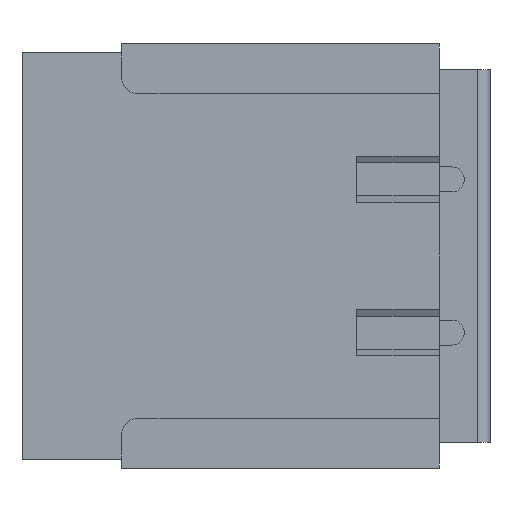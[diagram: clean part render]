
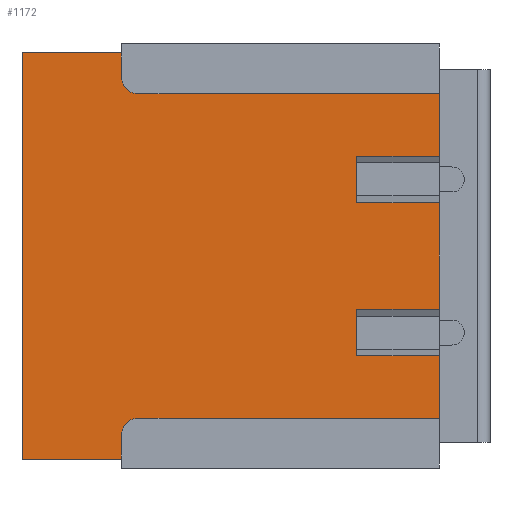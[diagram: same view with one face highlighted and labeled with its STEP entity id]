
A CAD part, left-side view. The second image highlights one B-rep face of the part: STEP entity #1172.
In plain terms, the highlighted planar face has unit normal (-1, 0, 0).
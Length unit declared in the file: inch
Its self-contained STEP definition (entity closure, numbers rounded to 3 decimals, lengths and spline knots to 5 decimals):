
#69=FACE_OUTER_BOUND($,#129,.T.);
#129=EDGE_LOOP($,(#1004,#1005,#1006,#1007,#1008,#1009,#1010,#1011,#1012,
#1013,#1014,#1015,#1016,#1017,#1018,#1019,#1020,#1021));
#156=CIRCLE($,#1249,0.02);
#157=CIRCLE($,#1250,0.02);
#199=LINE($,#1673,#349);
#203=LINE($,#1681,#353);
#223=LINE($,#1720,#373);
#246=LINE($,#1771,#396);
#250=LINE($,#1779,#400);
#255=LINE($,#1789,#405);
#257=LINE($,#1792,#407);
#260=LINE($,#1797,#410);
#269=LINE($,#1813,#419);
#279=LINE($,#1839,#429);
#283=LINE($,#1848,#433);
#291=LINE($,#1863,#441);
#296=LINE($,#1875,#446);
#297=LINE($,#1878,#447);
#298=LINE($,#1881,#448);
#299=LINE($,#1884,#449);
#349=VECTOR($,#1356,0.129);
#353=VECTOR($,#1360,0.0755);
#373=VECTOR($,#1380,0.0755);
#396=VECTOR($,#1423,0.056);
#400=VECTOR($,#1429,0.1);
#405=VECTOR($,#1438,0.1);
#407=VECTOR($,#1442,0.1);
#410=VECTOR($,#1449,0.1);
#419=VECTOR($,#1472,0.056);
#429=VECTOR($,#1494,0.12);
#433=VECTOR($,#1500,0.12);
#441=VECTOR($,#1510,0.03);
#446=VECTOR($,#1523,0.492);
#447=VECTOR($,#1526,0.364);
#448=VECTOR($,#1529,0.03);
#449=VECTOR($,#1532,0.364);
#492=VERTEX_POINT($,#1665);
#495=VERTEX_POINT($,#1670);
#496=VERTEX_POINT($,#1672);
#499=VERTEX_POINT($,#1678);
#500=VERTEX_POINT($,#1680);
#519=VERTEX_POINT($,#1718);
#536=VERTEX_POINT($,#1769);
#537=VERTEX_POINT($,#1770);
#540=VERTEX_POINT($,#1778);
#543=VERTEX_POINT($,#1788);
#552=VERTEX_POINT($,#1836);
#553=VERTEX_POINT($,#1838);
#556=VERTEX_POINT($,#1845);
#557=VERTEX_POINT($,#1847);
#563=VERTEX_POINT($,#1861);
#567=VERTEX_POINT($,#1877);
#568=VERTEX_POINT($,#1879);
#569=VERTEX_POINT($,#1882);
#619=EDGE_CURVE($,#495,#496,#199,.T.);
#623=EDGE_CURVE($,#499,#500,#203,.T.);
#643=EDGE_CURVE($,#519,#492,#223,.T.);
#668=EDGE_CURVE($,#536,#537,#246,.T.);
#672=EDGE_CURVE($,#540,#492,#250,.T.);
#677=EDGE_CURVE($,#495,#543,#255,.T.);
#679=EDGE_CURVE($,#537,#496,#257,.T.);
#682=EDGE_CURVE($,#499,#536,#260,.T.);
#691=EDGE_CURVE($,#543,#540,#269,.T.);
#703=EDGE_CURVE($,#553,#552,#279,.T.);
#707=EDGE_CURVE($,#557,#556,#283,.T.);
#715=EDGE_CURVE($,#556,#563,#291,.T.);
#722=EDGE_CURVE($,#557,#552,#296,.T.);
#723=EDGE_CURVE($,#519,#567,#297,.T.);
#724=EDGE_CURVE($,#567,#568,#156,.T.);
#725=EDGE_CURVE($,#568,#553,#298,.T.);
#726=EDGE_CURVE($,#563,#569,#157,.T.);
#727=EDGE_CURVE($,#569,#500,#299,.T.);
#1004=ORIENTED_EDGE($,*,*,#672,.T.);
#1005=ORIENTED_EDGE($,*,*,#643,.F.);
#1006=ORIENTED_EDGE($,*,*,#723,.T.);
#1007=ORIENTED_EDGE($,*,*,#724,.T.);
#1008=ORIENTED_EDGE($,*,*,#725,.T.);
#1009=ORIENTED_EDGE($,*,*,#703,.T.);
#1010=ORIENTED_EDGE($,*,*,#722,.F.);
#1011=ORIENTED_EDGE($,*,*,#707,.T.);
#1012=ORIENTED_EDGE($,*,*,#715,.T.);
#1013=ORIENTED_EDGE($,*,*,#726,.T.);
#1014=ORIENTED_EDGE($,*,*,#727,.T.);
#1015=ORIENTED_EDGE($,*,*,#623,.F.);
#1016=ORIENTED_EDGE($,*,*,#682,.T.);
#1017=ORIENTED_EDGE($,*,*,#668,.T.);
#1018=ORIENTED_EDGE($,*,*,#679,.T.);
#1019=ORIENTED_EDGE($,*,*,#619,.F.);
#1020=ORIENTED_EDGE($,*,*,#677,.T.);
#1021=ORIENTED_EDGE($,*,*,#691,.T.);
#1117=PLANE($,#1248);
#1172=ADVANCED_FACE($,(#69),#1117,.F.);
#1248=AXIS2_PLACEMENT_3D($,#1876,#1524,#1525);
#1249=AXIS2_PLACEMENT_3D($,#1880,#1527,#1528);
#1250=AXIS2_PLACEMENT_3D($,#1883,#1530,#1531);
#1356=DIRECTION($,(0.,0.,-1.));
#1360=DIRECTION($,(0.,0.,-1.));
#1380=DIRECTION($,(0.,0.,-1.));
#1423=DIRECTION($,(0.,0.,1.));
#1429=DIRECTION($,(0.,-1.,0.));
#1438=DIRECTION($,(0.,1.,0.));
#1442=DIRECTION($,(0.,-1.,0.));
#1449=DIRECTION($,(0.,1.,0.));
#1472=DIRECTION($,(0.,0.,1.));
#1494=DIRECTION($,(0.,1.,0.));
#1500=DIRECTION($,(0.,-1.,0.));
#1510=DIRECTION($,(0.,0.,1.));
#1523=DIRECTION($,(0.,0.,1.));
#1524=DIRECTION('center_axis',(1.,0.,0.));
#1525=DIRECTION('ref_axis',(0.,0.,-1.));
#1526=DIRECTION($,(0.,1.,0.));
#1527=DIRECTION('center_axis',(1.,0.,0.));
#1528=DIRECTION('ref_axis',(0.,0.,1.));
#1529=DIRECTION($,(0.,0.,1.));
#1530=DIRECTION('center_axis',(1.,0.,0.));
#1531=DIRECTION('ref_axis',(0.,-1.,0.));
#1532=DIRECTION($,(0.,-1.,0.));
#1665=CARTESIAN_POINT('',(-0.24,0.,0.1205));
#1670=CARTESIAN_POINT('',(-0.24,0.,0.0645));
#1672=CARTESIAN_POINT('',(-0.24,0.,-0.0645));
#1673=CARTESIAN_POINT($,(-0.24,0.,-0.128));
#1678=CARTESIAN_POINT('',(-0.24,0.,-0.1205));
#1680=CARTESIAN_POINT('',(-0.24,0.,-0.196));
#1681=CARTESIAN_POINT($,(-0.24,0.,-0.128));
#1718=CARTESIAN_POINT('',(-0.24,0.,0.196));
#1720=CARTESIAN_POINT($,(-0.24,0.,-0.128));
#1769=CARTESIAN_POINT('',(-0.24,0.1,-0.1205));
#1770=CARTESIAN_POINT('',(-0.24,0.1,-0.0645));
#1771=CARTESIAN_POINT($,(-0.24,0.1,0.));
#1778=CARTESIAN_POINT('',(-0.24,0.1,0.1205));
#1779=CARTESIAN_POINT($,(-0.24,0.13927,0.1205));
#1788=CARTESIAN_POINT('',(-0.24,0.1,0.0645));
#1789=CARTESIAN_POINT($,(-0.24,0.13927,0.0645));
#1792=CARTESIAN_POINT($,(-0.24,0.13927,-0.0645));
#1797=CARTESIAN_POINT($,(-0.24,0.13927,-0.1205));
#1813=CARTESIAN_POINT($,(-0.24,0.1,0.));
#1836=CARTESIAN_POINT('',(-0.24,0.504,0.246));
#1838=CARTESIAN_POINT('',(-0.24,0.384,0.246));
#1839=CARTESIAN_POINT($,(-0.24,0.36377,0.246));
#1845=CARTESIAN_POINT('',(-0.24,0.384,-0.246));
#1847=CARTESIAN_POINT('',(-0.24,0.504,-0.246));
#1848=CARTESIAN_POINT($,(-0.24,0.36377,-0.246));
#1861=CARTESIAN_POINT('',(-0.24,0.384,-0.216));
#1863=CARTESIAN_POINT($,(-0.24,0.384,-0.216));
#1875=CARTESIAN_POINT($,(-0.24,0.504,0.128));
#1876=CARTESIAN_POINT('Origin',(-0.24,0.27854,0.));
#1877=CARTESIAN_POINT('',(-0.24,0.364,0.196));
#1878=CARTESIAN_POINT($,(-0.24,0.364,0.196));
#1879=CARTESIAN_POINT('',(-0.24,0.384,0.216));
#1880=CARTESIAN_POINT('Origin',(-0.24,0.364,0.216));
#1881=CARTESIAN_POINT($,(-0.24,0.384,0.256));
#1882=CARTESIAN_POINT('',(-0.24,0.364,-0.196));
#1883=CARTESIAN_POINT('Origin',(-0.24,0.364,-0.216));
#1884=CARTESIAN_POINT($,(-0.24,0.,-0.196));
